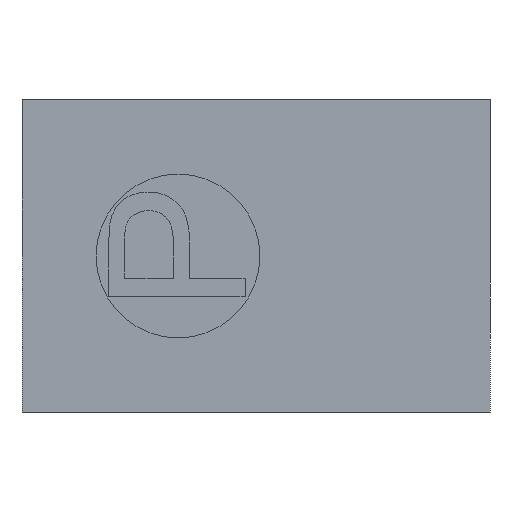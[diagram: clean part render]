
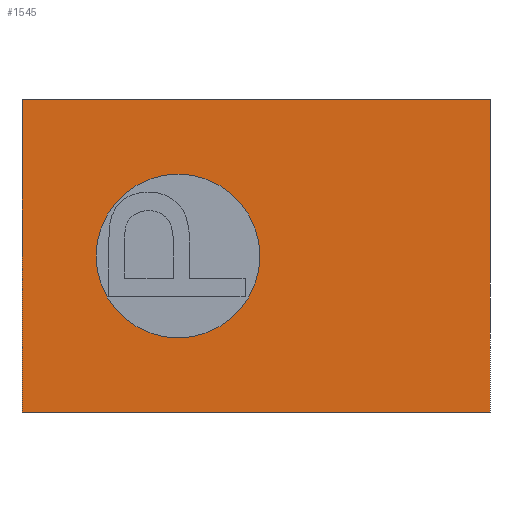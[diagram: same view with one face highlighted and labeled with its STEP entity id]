
A CAD part, left-side view. The second image highlights one B-rep face of the part: STEP entity #1545.
In plain terms, the highlighted planar face has unit normal (-1, 0, 0).
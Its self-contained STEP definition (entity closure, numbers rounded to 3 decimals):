
#1423=CARTESIAN_POINT('',(-18.879,5.245,6.1));
#1424=VERTEX_POINT('',#1423);
#1425=CARTESIAN_POINT('',(-18.879,5.245,4.0));
#1426=DIRECTION('',(1.0,0.0,0.0));
#1427=DIRECTION('',(0.0,0.0,1.0));
#1428=AXIS2_PLACEMENT_3D('',#1425,#1426,#1427);
#1429=CIRCLE('',#1428,2.1);
#1430=EDGE_CURVE('',#1424,#1424,#1429,.T.);
#1483=CARTESIAN_POINT('',(-18.879,-2.755,8.0));
#1484=VERTEX_POINT('',#1483);
#1491=CARTESIAN_POINT('',(-18.879,-2.755,0.0));
#1492=VERTEX_POINT('',#1491);
#1493=CARTESIAN_POINT('',(-18.879,-2.755,0.0));
#1494=DIRECTION('',(0.0,0.0,1.0));
#1495=VECTOR('',#1494,8.0);
#1496=LINE('',#1493,#1495);
#1497=EDGE_CURVE('',#1492,#1484,#1496,.T.);
#1512=CARTESIAN_POINT('',(-18.879,-2.755,0.0));
#1513=DIRECTION('',(-1.0,0.0,0.0));
#1514=DIRECTION('',(0.0,0.0,1.0));
#1515=AXIS2_PLACEMENT_3D('',#1512,#1513,#1514);
#1516=PLANE('',#1515);
#1517=CARTESIAN_POINT('',(-18.879,9.245,8.0));
#1518=VERTEX_POINT('',#1517);
#1519=CARTESIAN_POINT('',(-18.879,-2.755,8.0));
#1520=DIRECTION('',(0.0,1.0,0.0));
#1521=VECTOR('',#1520,12.0);
#1522=LINE('',#1519,#1521);
#1523=EDGE_CURVE('',#1484,#1518,#1522,.T.);
#1524=ORIENTED_EDGE('',*,*,#1523,.T.);
#1525=CARTESIAN_POINT('',(-18.879,9.245,0.0));
#1526=VERTEX_POINT('',#1525);
#1527=CARTESIAN_POINT('',(-18.879,9.245,0.0));
#1528=DIRECTION('',(0.0,0.0,1.0));
#1529=VECTOR('',#1528,8.0);
#1530=LINE('',#1527,#1529);
#1531=EDGE_CURVE('',#1526,#1518,#1530,.T.);
#1532=ORIENTED_EDGE('',*,*,#1531,.F.);
#1533=CARTESIAN_POINT('',(-18.879,-2.755,0.0));
#1534=DIRECTION('',(0.0,1.0,0.0));
#1535=VECTOR('',#1534,12.0);
#1536=LINE('',#1533,#1535);
#1537=EDGE_CURVE('',#1492,#1526,#1536,.T.);
#1538=ORIENTED_EDGE('',*,*,#1537,.F.);
#1539=ORIENTED_EDGE('',*,*,#1497,.T.);
#1540=EDGE_LOOP('',(#1524,#1532,#1538,#1539));
#1541=FACE_OUTER_BOUND('',#1540,.T.);
#1542=ORIENTED_EDGE('',*,*,#1430,.T.);
#1543=EDGE_LOOP('',(#1542));
#1544=FACE_BOUND('',#1543,.T.);
#1545=ADVANCED_FACE('',(#1541,#1544),#1516,.T.);
